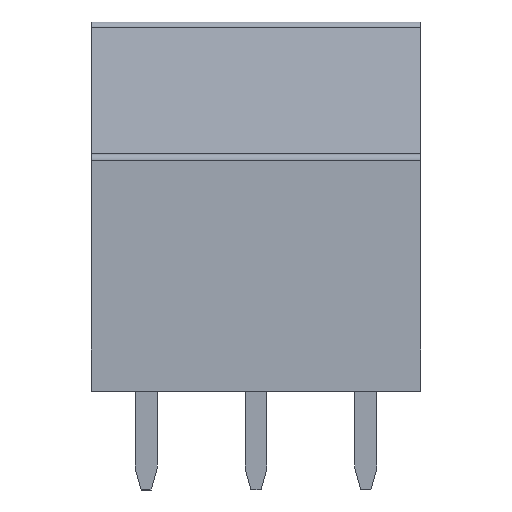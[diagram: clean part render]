
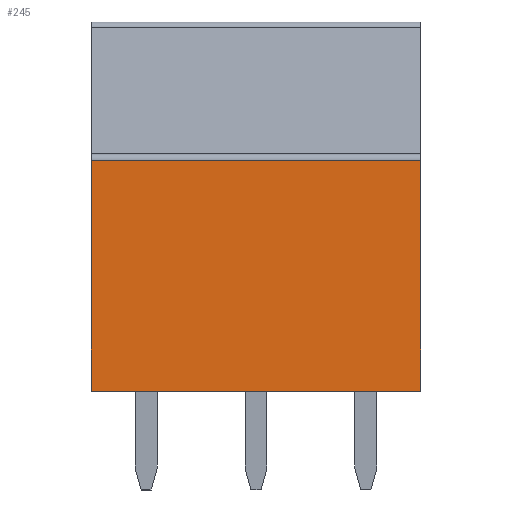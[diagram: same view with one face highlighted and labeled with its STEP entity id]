
A CAD part, front view. The second image highlights one B-rep face of the part: STEP entity #245.
In plain terms, the highlighted planar face has unit normal (0, -1, 0).
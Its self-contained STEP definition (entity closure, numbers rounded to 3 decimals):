
#245 = ADVANCED_FACE( '', ( #555 ), #556, .T. );
#555 = FACE_OUTER_BOUND( '', #928, .T. );
#556 = PLANE( '', #929 );
#928 = EDGE_LOOP( '', ( #1589, #1590, #1591, #1592 ) );
#929 = AXIS2_PLACEMENT_3D( '', #1593, #1594, #1595 );
#1589 = ORIENTED_EDGE( '', *, *, #2181, .T. );
#1590 = ORIENTED_EDGE( '', *, *, #2361, .T. );
#1591 = ORIENTED_EDGE( '', *, *, #2143, .T. );
#1592 = ORIENTED_EDGE( '', *, *, #2295, .T. );
#1593 = CARTESIAN_POINT( '', ( 222.987, 32.148, 5.1 ) );
#1594 = DIRECTION( '', ( 0., -1., 0. ) );
#1595 = DIRECTION( '', ( 0., 0., 1. ) );
#2143 = EDGE_CURVE( '', #2550, #2548, #2551, .T. );
#2181 = EDGE_CURVE( '', #2617, #2615, #2618, .T. );
#2295 = EDGE_CURVE( '', #2548, #2617, #2804, .T. );
#2361 = EDGE_CURVE( '', #2615, #2550, #2898, .T. );
#2548 = VERTEX_POINT( '', #3137 );
#2550 = VERTEX_POINT( '', #3140 );
#2551 = LINE( '', #3141, #3142 );
#2615 = VERTEX_POINT( '', #3232 );
#2617 = VERTEX_POINT( '', #3234 );
#2618 = LINE( '', #3235, #3236 );
#2804 = LINE( '', #3501, #3502 );
#2898 = LINE( '', #3632, #3633 );
#3137 = CARTESIAN_POINT( '', ( 229.737, 32.148, 0. ) );
#3140 = CARTESIAN_POINT( '', ( 214.737, 32.148, 0. ) );
#3141 = CARTESIAN_POINT( '', ( 219.737, 32.148, 0. ) );
#3142 = VECTOR( '', #3902, 1000. );
#3232 = CARTESIAN_POINT( '', ( 214.737, 32.148, 10.5 ) );
#3234 = CARTESIAN_POINT( '', ( 229.737, 32.148, 10.5 ) );
#3235 = CARTESIAN_POINT( '', ( 234.737, 32.148, 10.5 ) );
#3236 = VECTOR( '', #3947, 1000. );
#3501 = CARTESIAN_POINT( '', ( 229.737, 32.148, 5.1 ) );
#3502 = VECTOR( '', #4055, 1000. );
#3632 = CARTESIAN_POINT( '', ( 214.737, 32.148, 5.1 ) );
#3633 = VECTOR( '', #4121, 1000. );
#3902 = DIRECTION( '', ( 1., 0., 0. ) );
#3947 = DIRECTION( '', ( -1., 0., 0. ) );
#4055 = DIRECTION( '', ( 0., 0., 1. ) );
#4121 = DIRECTION( '', ( 0., 0., -1. ) );
